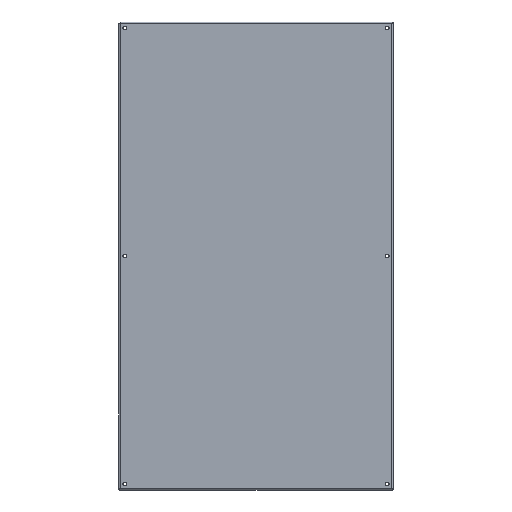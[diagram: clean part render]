
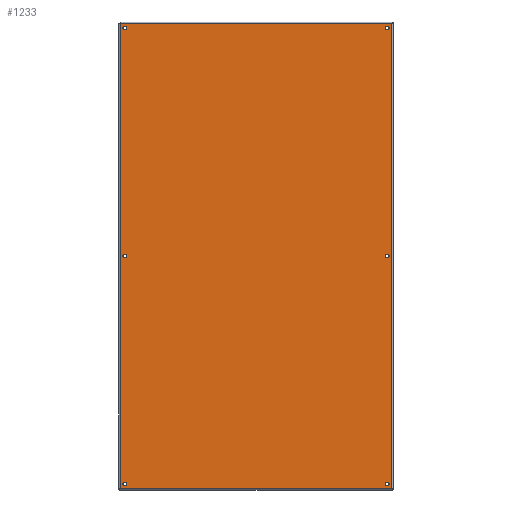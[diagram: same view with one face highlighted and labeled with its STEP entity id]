
A CAD part, front view. The second image highlights one B-rep face of the part: STEP entity #1233.
In plain terms, the highlighted planar face has unit normal (0, -1, 0).
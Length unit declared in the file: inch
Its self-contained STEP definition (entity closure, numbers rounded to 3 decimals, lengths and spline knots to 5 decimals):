
#32 = AXIS2_PLACEMENT_3D ( 'NONE', #2025, #1819, #679 ) ;
#36 = EDGE_CURVE ( 'NONE', #1911, #67, #1554, .T. ) ;
#42 = CARTESIAN_POINT ( 'NONE',  ( 19.0625, 0., 0.28125 ) ) ;
#67 = VERTEX_POINT ( 'NONE', #1212 ) ;
#69 = DIRECTION ( 'NONE',  ( 0., 1., 0. ) ) ;
#84 = CARTESIAN_POINT ( 'NONE',  ( -19.0625, 0., 33.40625 ) ) ;
#85 = EDGE_LOOP ( 'NONE', ( #2350, #1265 ) ) ;
#125 = CARTESIAN_POINT ( 'NONE',  ( 19.0625, 0., -33.40625 ) ) ;
#137 = DIRECTION ( 'NONE',  ( 0., 0., 1. ) ) ;
#174 = CARTESIAN_POINT ( 'NONE',  ( -19.0625, 0., 0. ) ) ;
#176 = DIRECTION ( 'NONE',  ( 0., 1., 0. ) ) ;
#196 = CARTESIAN_POINT ( 'NONE',  ( 19.7525, 0., -33.815 ) ) ;
#222 = DIRECTION ( 'NONE',  ( 0., 0., 1. ) ) ;
#251 = VERTEX_POINT ( 'NONE', #2066 ) ;
#321 = CIRCLE ( 'NONE', #2157, 0.28125 ) ;
#345 = ORIENTED_EDGE ( 'NONE', *, *, #639, .T. ) ;
#355 = FACE_BOUND ( 'NONE', #2415, .T. ) ;
#379 = AXIS2_PLACEMENT_3D ( 'NONE', #717, #1302, #2247 ) ;
#384 = ORIENTED_EDGE ( 'NONE', *, *, #1563, .T. ) ;
#390 = CARTESIAN_POINT ( 'NONE',  ( 19.0625, 0., -33.125 ) ) ;
#409 = DIRECTION ( 'NONE',  ( 0., 1., 0. ) ) ;
#425 = CARTESIAN_POINT ( 'NONE',  ( 19.0625, 0., -33.125 ) ) ;
#432 = VERTEX_POINT ( 'NONE', #84 ) ;
#486 = EDGE_LOOP ( 'NONE', ( #1132, #1406 ) ) ;
#489 = CIRCLE ( 'NONE', #379, 0.28125 ) ;
#495 = EDGE_CURVE ( 'NONE', #1374, #569, #545, .T. ) ;
#507 = EDGE_CURVE ( 'NONE', #569, #1374, #489, .T. ) ;
#524 = LINE ( 'NONE', #1339, #2118 ) ;
#533 = FACE_BOUND ( 'NONE', #486, .T. ) ;
#539 = DIRECTION ( 'NONE',  ( 0., 1., 0. ) ) ;
#545 = CIRCLE ( 'NONE', #765, 0.28125 ) ;
#563 = CARTESIAN_POINT ( 'NONE',  ( -19.0625, 0., 33.125 ) ) ;
#569 = VERTEX_POINT ( 'NONE', #2265 ) ;
#580 = CARTESIAN_POINT ( 'NONE',  ( -19.0625, 0., -33.125 ) ) ;
#582 = PLANE ( 'NONE',  #2324 ) ;
#583 = VECTOR ( 'NONE', #915, 39.37008 ) ;
#629 = CARTESIAN_POINT ( 'NONE',  ( 19.0625, 0., 32.84375 ) ) ;
#639 = EDGE_CURVE ( 'NONE', #67, #1827, #524, .T. ) ;
#643 = AXIS2_PLACEMENT_3D ( 'NONE', #390, #2331, #1172 ) ;
#651 = VERTEX_POINT ( 'NONE', #1737 ) ;
#665 = EDGE_CURVE ( 'NONE', #1823, #251, #1591, .T. ) ;
#675 = VECTOR ( 'NONE', #2178, 39.37008 ) ;
#679 = DIRECTION ( 'NONE',  ( 0., 0., 1. ) ) ;
#714 = LINE ( 'NONE', #196, #1303 ) ;
#717 = CARTESIAN_POINT ( 'NONE',  ( -19.0625, 0., 0. ) ) ;
#729 = VERTEX_POINT ( 'NONE', #1147 ) ;
#748 = EDGE_CURVE ( 'NONE', #251, #1823, #2031, .T. ) ;
#749 = VERTEX_POINT ( 'NONE', #1923 ) ;
#764 = DIRECTION ( 'NONE',  ( 0., 0., 1. ) ) ;
#765 = AXIS2_PLACEMENT_3D ( 'NONE', #174, #539, #137 ) ;
#767 = AXIS2_PLACEMENT_3D ( 'NONE', #425, #69, #1565 ) ;
#769 = CIRCLE ( 'NONE', #1610, 0.28125 ) ;
#797 = CARTESIAN_POINT ( 'NONE',  ( -19.7525, 0., -33.815 ) ) ;
#798 = CIRCLE ( 'NONE', #1135, 0.28125 ) ;
#805 = DIRECTION ( 'NONE',  ( 0., 0., 1. ) ) ;
#834 = CARTESIAN_POINT ( 'NONE',  ( -19.7525, 0., 33.815 ) ) ;
#871 = CARTESIAN_POINT ( 'NONE',  ( -19.7525, 0., -33.815 ) ) ;
#878 = VERTEX_POINT ( 'NONE', #2043 ) ;
#883 = ORIENTED_EDGE ( 'NONE', *, *, #1833, .T. ) ;
#889 = LINE ( 'NONE', #871, #583 ) ;
#897 = FACE_BOUND ( 'NONE', #2228, .T. ) ;
#915 = DIRECTION ( 'NONE',  ( 1., 0., 0. ) ) ;
#923 = DIRECTION ( 'NONE',  ( 0., 0., 1. ) ) ;
#959 = CARTESIAN_POINT ( 'NONE',  ( 19.0625, 0., 0. ) ) ;
#1050 = CIRCLE ( 'NONE', #1596, 0.28125 ) ;
#1103 = ORIENTED_EDGE ( 'NONE', *, *, #507, .T. ) ;
#1115 = VERTEX_POINT ( 'NONE', #629 ) ;
#1117 = CARTESIAN_POINT ( 'NONE',  ( 19.0625, 0., 0. ) ) ;
#1120 = CARTESIAN_POINT ( 'NONE',  ( -19.0625, 0., 33.125 ) ) ;
#1132 = ORIENTED_EDGE ( 'NONE', *, *, #748, .T. ) ;
#1135 = AXIS2_PLACEMENT_3D ( 'NONE', #1120, #1697, #1479 ) ;
#1147 = CARTESIAN_POINT ( 'NONE',  ( -19.0625, 0., -33.40625 ) ) ;
#1172 = DIRECTION ( 'NONE',  ( 0., 0., 1. ) ) ;
#1175 = VERTEX_POINT ( 'NONE', #2125 ) ;
#1197 = ORIENTED_EDGE ( 'NONE', *, *, #1567, .T. ) ;
#1212 = CARTESIAN_POINT ( 'NONE',  ( -19.7525, 0., 33.815 ) ) ;
#1233 = ADVANCED_FACE ( 'NONE', ( #1720, #2195, #1600, #2065, #533, #355, #897 ), #582, .T. ) ;
#1241 = EDGE_CURVE ( 'NONE', #749, #1911, #714, .T. ) ;
#1265 = ORIENTED_EDGE ( 'NONE', *, *, #2482, .T. ) ;
#1281 = VERTEX_POINT ( 'NONE', #42 ) ;
#1302 = DIRECTION ( 'NONE',  ( 0., 1., 0. ) ) ;
#1303 = VECTOR ( 'NONE', #805, 39.37008 ) ;
#1324 = DIRECTION ( 'NONE',  ( 0., 0., 1. ) ) ;
#1332 = DIRECTION ( 'NONE',  ( 0., 0., -1. ) ) ;
#1339 = CARTESIAN_POINT ( 'NONE',  ( -19.7525, 0., -33.815 ) ) ;
#1346 = ORIENTED_EDGE ( 'NONE', *, *, #36, .T. ) ;
#1374 = VERTEX_POINT ( 'NONE', #2365 ) ;
#1405 = ORIENTED_EDGE ( 'NONE', *, *, #1617, .T. ) ;
#1406 = ORIENTED_EDGE ( 'NONE', *, *, #665, .T. ) ;
#1433 = ORIENTED_EDGE ( 'NONE', *, *, #2017, .T. ) ;
#1448 = CIRCLE ( 'NONE', #1508, 0.28125 ) ;
#1463 = ORIENTED_EDGE ( 'NONE', *, *, #1686, .T. ) ;
#1479 = DIRECTION ( 'NONE',  ( 0., 0., 1. ) ) ;
#1505 = DIRECTION ( 'NONE',  ( 0., 1., 0. ) ) ;
#1508 = AXIS2_PLACEMENT_3D ( 'NONE', #580, #176, #1324 ) ;
#1554 = LINE ( 'NONE', #834, #675 ) ;
#1563 = EDGE_CURVE ( 'NONE', #1175, #432, #2447, .T. ) ;
#1565 = DIRECTION ( 'NONE',  ( 0., 0., 1. ) ) ;
#1567 = EDGE_CURVE ( 'NONE', #2264, #1281, #321, .T. ) ;
#1591 = CIRCLE ( 'NONE', #643, 0.28125 ) ;
#1596 = AXIS2_PLACEMENT_3D ( 'NONE', #1117, #2249, #923 ) ;
#1600 = FACE_BOUND ( 'NONE', #2319, .T. ) ;
#1610 = AXIS2_PLACEMENT_3D ( 'NONE', #2293, #2299, #2456 ) ;
#1617 = EDGE_CURVE ( 'NONE', #432, #1175, #798, .T. ) ;
#1686 = EDGE_CURVE ( 'NONE', #1115, #651, #769, .T. ) ;
#1697 = DIRECTION ( 'NONE',  ( 0., 1., 0. ) ) ;
#1712 = CARTESIAN_POINT ( 'NONE',  ( 19.0625, 0., -0.28125 ) ) ;
#1720 = FACE_OUTER_BOUND ( 'NONE', #2209, .T. ) ;
#1737 = CARTESIAN_POINT ( 'NONE',  ( 19.0625, 0., 33.40625 ) ) ;
#1819 = DIRECTION ( 'NONE',  ( 0., 1., 0. ) ) ;
#1823 = VERTEX_POINT ( 'NONE', #125 ) ;
#1825 = AXIS2_PLACEMENT_3D ( 'NONE', #2343, #409, #222 ) ;
#1827 = VERTEX_POINT ( 'NONE', #2240 ) ;
#1833 = EDGE_CURVE ( 'NONE', #651, #1115, #1869, .T. ) ;
#1857 = ORIENTED_EDGE ( 'NONE', *, *, #495, .T. ) ;
#1869 = CIRCLE ( 'NONE', #32, 0.28125 ) ;
#1895 = EDGE_LOOP ( 'NONE', ( #1405, #384 ) ) ;
#1911 = VERTEX_POINT ( 'NONE', #2037 ) ;
#1923 = CARTESIAN_POINT ( 'NONE',  ( 19.7525, 0., -33.815 ) ) ;
#1932 = EDGE_CURVE ( 'NONE', #1827, #749, #889, .T. ) ;
#1950 = DIRECTION ( 'NONE',  ( 0., 0., -1. ) ) ;
#2017 = EDGE_CURVE ( 'NONE', #1281, #2264, #1050, .T. ) ;
#2021 = AXIS2_PLACEMENT_3D ( 'NONE', #563, #1505, #2102 ) ;
#2025 = CARTESIAN_POINT ( 'NONE',  ( 19.0625, 0., 33.125 ) ) ;
#2031 = CIRCLE ( 'NONE', #767, 0.28125 ) ;
#2037 = CARTESIAN_POINT ( 'NONE',  ( 19.7525, 0., 33.815 ) ) ;
#2043 = CARTESIAN_POINT ( 'NONE',  ( -19.0625, 0., -32.84375 ) ) ;
#2065 = FACE_BOUND ( 'NONE', #1895, .T. ) ;
#2066 = CARTESIAN_POINT ( 'NONE',  ( 19.0625, 0., -32.84375 ) ) ;
#2102 = DIRECTION ( 'NONE',  ( 0., 0., 1. ) ) ;
#2118 = VECTOR ( 'NONE', #1332, 39.37008 ) ;
#2125 = CARTESIAN_POINT ( 'NONE',  ( -19.0625, 0., 32.84375 ) ) ;
#2148 = EDGE_CURVE ( 'NONE', #878, #729, #1448, .T. ) ;
#2157 = AXIS2_PLACEMENT_3D ( 'NONE', #959, #2486, #764 ) ;
#2178 = DIRECTION ( 'NONE',  ( -1., 0., 0. ) ) ;
#2195 = FACE_BOUND ( 'NONE', #85, .T. ) ;
#2209 = EDGE_LOOP ( 'NONE', ( #2435, #1346, #345, #2416 ) ) ;
#2217 = CIRCLE ( 'NONE', #1825, 0.28125 ) ;
#2228 = EDGE_LOOP ( 'NONE', ( #883, #1463 ) ) ;
#2240 = CARTESIAN_POINT ( 'NONE',  ( -19.7525, 0., -33.815 ) ) ;
#2247 = DIRECTION ( 'NONE',  ( 0., 0., 1. ) ) ;
#2249 = DIRECTION ( 'NONE',  ( 0., 1., 0. ) ) ;
#2264 = VERTEX_POINT ( 'NONE', #1712 ) ;
#2265 = CARTESIAN_POINT ( 'NONE',  ( -19.0625, 0., -0.28125 ) ) ;
#2293 = CARTESIAN_POINT ( 'NONE',  ( 19.0625, 0., 33.125 ) ) ;
#2299 = DIRECTION ( 'NONE',  ( 0., 1., 0. ) ) ;
#2319 = EDGE_LOOP ( 'NONE', ( #1857, #1103 ) ) ;
#2324 = AXIS2_PLACEMENT_3D ( 'NONE', #797, #2334, #1950 ) ;
#2331 = DIRECTION ( 'NONE',  ( 0., 1., 0. ) ) ;
#2334 = DIRECTION ( 'NONE',  ( 0., -1., 0. ) ) ;
#2343 = CARTESIAN_POINT ( 'NONE',  ( -19.0625, 0., -33.125 ) ) ;
#2350 = ORIENTED_EDGE ( 'NONE', *, *, #2148, .T. ) ;
#2365 = CARTESIAN_POINT ( 'NONE',  ( -19.0625, 0., 0.28125 ) ) ;
#2415 = EDGE_LOOP ( 'NONE', ( #1433, #1197 ) ) ;
#2416 = ORIENTED_EDGE ( 'NONE', *, *, #1932, .T. ) ;
#2435 = ORIENTED_EDGE ( 'NONE', *, *, #1241, .T. ) ;
#2447 = CIRCLE ( 'NONE', #2021, 0.28125 ) ;
#2456 = DIRECTION ( 'NONE',  ( 0., 0., 1. ) ) ;
#2482 = EDGE_CURVE ( 'NONE', #729, #878, #2217, .T. ) ;
#2486 = DIRECTION ( 'NONE',  ( 0., 1., 0. ) ) ;
